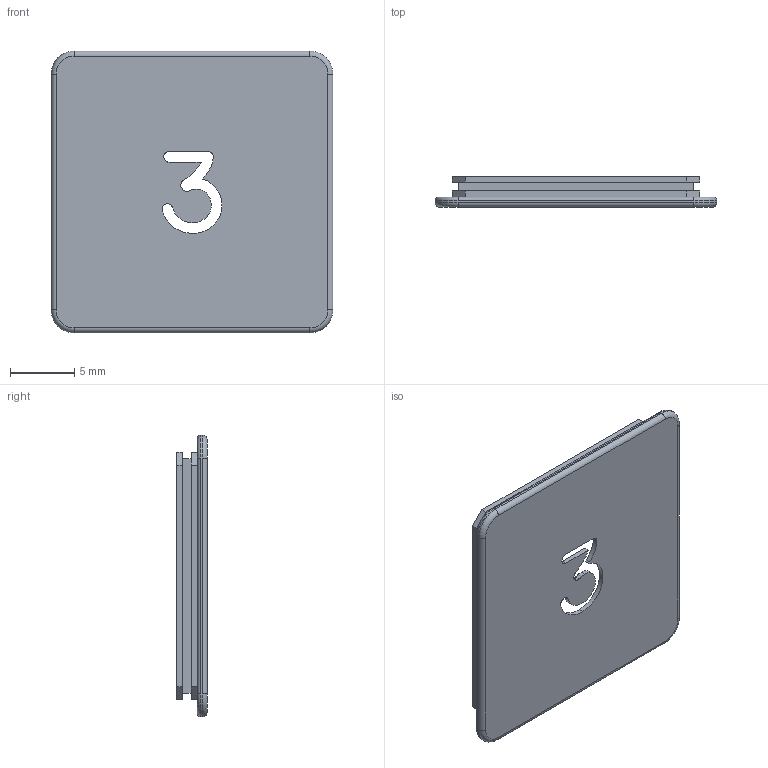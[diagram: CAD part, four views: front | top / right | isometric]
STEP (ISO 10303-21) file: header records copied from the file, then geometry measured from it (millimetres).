
FILE_DESCRIPTION (( 'STEP AP214' ), '1' );
FILE_NAME ('1005022-013.STEP', '2021-03-03T11:56:17', ( '' ), ( '' ), 'SwSTEP 2.0', 'SolidWorks 2019', '' );
FILE_SCHEMA (( 'AUTOMOTIVE_DESIGN' ));
Length unit declared in the file: inch
Products named in the file (1): 1005022-013
Bounding box: 21.84 x 2.36 x 21.84 mm (x, y, z)
Volume: 639.3 mm3; surface area: 1212.2 mm2
Topology: 1 solids, 1 shells, 91 faces, 225 edges, 138 vertices
Faces by surface type: plane 50, bspline 21, cylinder 12, torus 8
Entity records: 3509 total; most frequent: CARTESIAN_POINT 1444, ORIENTED_EDGE 450, DIRECTION 357, EDGE_CURVE 225, LINE 151, VECTOR 151, VERTEX_POINT 138, AXIS2_PLACEMENT_3D 103
